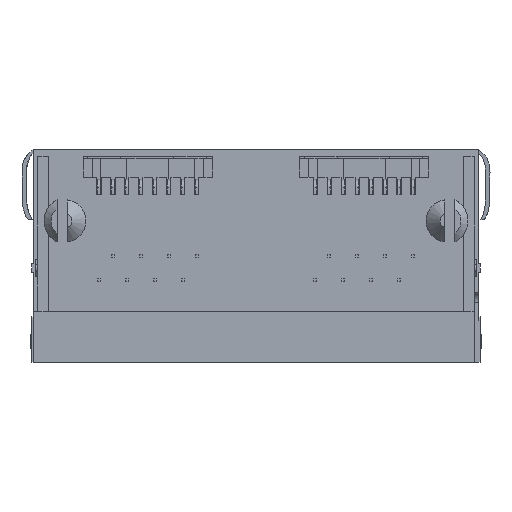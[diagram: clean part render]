
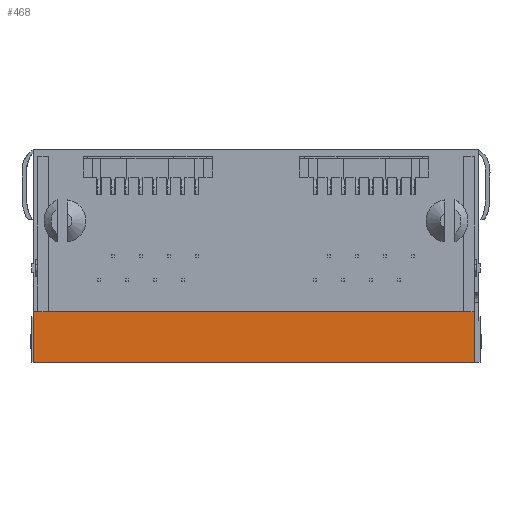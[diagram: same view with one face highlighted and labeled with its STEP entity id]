
A CAD part, front view. The second image highlights one B-rep face of the part: STEP entity #468.
In plain terms, the highlighted planar face has unit normal (0, -1, 0).
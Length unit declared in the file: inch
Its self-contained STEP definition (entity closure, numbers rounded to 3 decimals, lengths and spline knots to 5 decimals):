
#468 = ADVANCED_FACE ( 'NONE', ( #13662 ), #8497, .F. ) ;
#1016 = ORIENTED_EDGE ( 'NONE', *, *, #3724, .F. ) ;
#2244 = VERTEX_POINT ( 'NONE', #6049 ) ;
#2383 = CARTESIAN_POINT ( 'NONE',  ( -0.637, -0.18, -0.32 ) ) ;
#2836 = CARTESIAN_POINT ( 'NONE',  ( 0.8169, -0.18, -0.15 ) ) ;
#2953 = DIRECTION ( 'NONE',  ( 1., 0., 0. ) ) ;
#3724 = EDGE_CURVE ( 'NONE', #2244, #28348, #19644, .T. ) ;
#3791 = ORIENTED_EDGE ( 'NONE', *, *, #21929, .F. ) ;
#4402 = VERTEX_POINT ( 'NONE', #24941 ) ;
#4975 = CARTESIAN_POINT ( 'NONE',  ( 0., -0.18, -0.295 ) ) ;
#6049 = CARTESIAN_POINT ( 'NONE',  ( -0.637, -0.18, -0.295 ) ) ;
#7170 = DIRECTION ( 'NONE',  ( 1., 0., 0. ) ) ;
#7194 = LINE ( 'NONE', #16186, #28588 ) ;
#7262 = LINE ( 'NONE', #4975, #15846 ) ;
#7698 = CARTESIAN_POINT ( 'NONE',  ( 0.625, -0.18, -0.295 ) ) ;
#8497 = PLANE ( 'NONE',  #27243 ) ;
#8870 = DIRECTION ( 'NONE',  ( 0., 1., 0. ) ) ;
#10691 = EDGE_CURVE ( 'NONE', #2244, #11244, #7262, .T. ) ;
#11244 = VERTEX_POINT ( 'NONE', #7698 ) ;
#12266 = EDGE_CURVE ( 'NONE', #28348, #4402, #22559, .T. ) ;
#13074 = DIRECTION ( 'NONE',  ( 0., 0., 1. ) ) ;
#13662 = FACE_OUTER_BOUND ( 'NONE', #23762, .T. ) ;
#14742 = CARTESIAN_POINT ( 'NONE',  ( -0.637, -0.18, -0.15 ) ) ;
#15846 = VECTOR ( 'NONE', #2953, 39.37008 ) ;
#16186 = CARTESIAN_POINT ( 'NONE',  ( 0.625, -0.18, -0.32 ) ) ;
#17412 = CARTESIAN_POINT ( 'NONE',  ( 0.8169, -0.18, -0.32 ) ) ;
#17749 = DIRECTION ( 'NONE',  ( 0., 0., 1. ) ) ;
#18049 = VECTOR ( 'NONE', #7170, 39.37008 ) ;
#19644 = LINE ( 'NONE', #2383, #24558 ) ;
#20500 = ORIENTED_EDGE ( 'NONE', *, *, #10691, .T. ) ;
#21929 = EDGE_CURVE ( 'NONE', #4402, #11244, #7194, .T. ) ;
#22559 = LINE ( 'NONE', #2836, #18049 ) ;
#23762 = EDGE_LOOP ( 'NONE', ( #1016, #20500, #3791, #26508 ) ) ;
#24558 = VECTOR ( 'NONE', #17749, 39.37008 ) ;
#24941 = CARTESIAN_POINT ( 'NONE',  ( 0.625, -0.18, -0.15 ) ) ;
#26508 = ORIENTED_EDGE ( 'NONE', *, *, #12266, .F. ) ;
#27148 = DIRECTION ( 'NONE',  ( 0., 0., -1. ) ) ;
#27243 = AXIS2_PLACEMENT_3D ( 'NONE', #17412, #8870, #13074 ) ;
#28348 = VERTEX_POINT ( 'NONE', #14742 ) ;
#28588 = VECTOR ( 'NONE', #27148, 39.37008 ) ;
